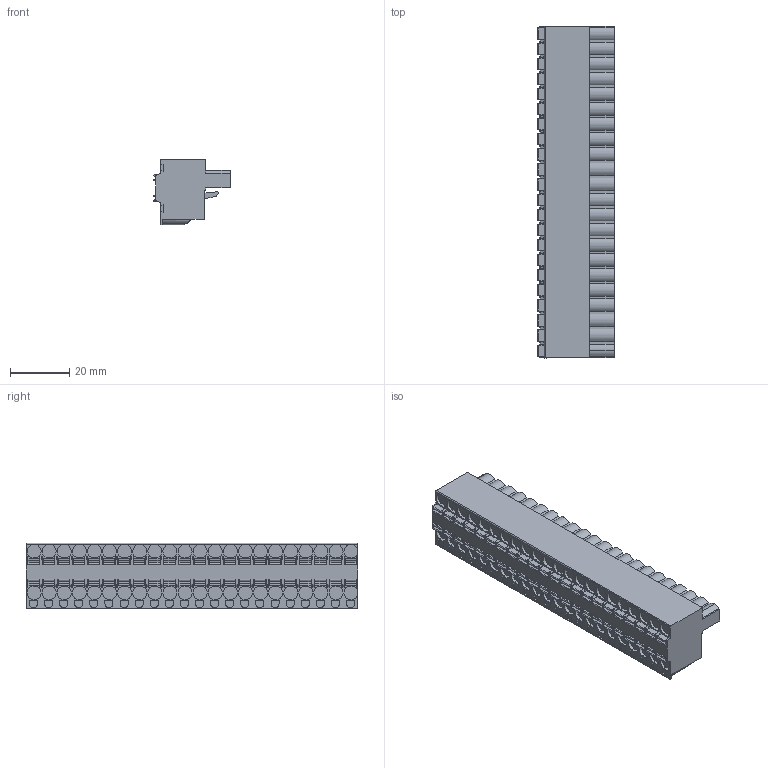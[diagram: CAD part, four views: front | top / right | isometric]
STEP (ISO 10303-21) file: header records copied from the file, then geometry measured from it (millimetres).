
FILE_DESCRIPTION((''),'2;1');
FILE_NAME('11111','2024-09-30T11:17:20',('tluser'),(''),'CREO PARAMETRIC BY PTC INC, 2018100','CREO PARAMETRIC BY PTC INC, 2018100','');
FILE_SCHEMA(('CONFIG_CONTROL_DESIGN'));
Length unit declared in the file: millimetre
Products named in the file (1): 11111
Bounding box: 25.72 x 111.66 x 22.1 mm (x, y, z)
Volume: 40367 mm3; surface area: 14646.9 mm2
Topology: 1 solids, 1 shells, 1722 faces, 4623 edges, 3074 vertices
Faces by surface type: plane 1049, cylinder 669, bspline 4
Entity records: 54259 total; most frequent: CARTESIAN_POINT 10004, ORIENTED_EDGE 9238, DIRECTION 9217, EDGE_CURVE 4619, VECTOR 3199, LINE 3199, VERTEX_POINT 3074, AXIS2_PLACEMENT_3D 3009
